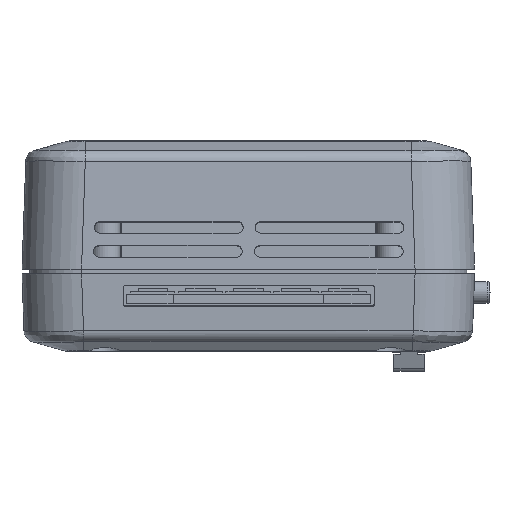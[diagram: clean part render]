
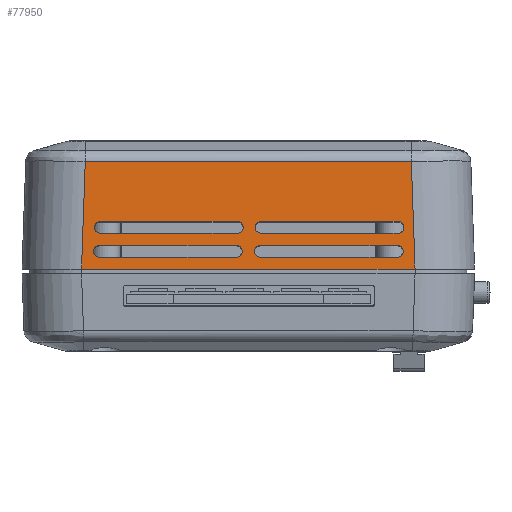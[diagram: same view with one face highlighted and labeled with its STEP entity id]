
A CAD part, front view. The second image highlights one B-rep face of the part: STEP entity #77950.
In plain terms, the highlighted planar face has unit normal (0, -0.999, 0.035).
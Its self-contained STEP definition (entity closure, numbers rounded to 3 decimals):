
#1445=FACE_BOUND('',#9901,.T.);
#1446=FACE_BOUND('',#9902,.T.);
#1447=FACE_BOUND('',#9903,.T.);
#1448=FACE_BOUND('',#9904,.T.);
#5704=FACE_OUTER_BOUND('',#9900,.T.);
#9900=EDGE_LOOP('',(#65947,#65948,#65949,#65950));
#9901=EDGE_LOOP('',(#65951,#65952,#65953,#65954));
#9902=EDGE_LOOP('',(#65955,#65956,#65957,#65958));
#9903=EDGE_LOOP('',(#65959,#65960,#65961,#65962));
#9904=EDGE_LOOP('',(#65963,#65964,#65965,#65966));
#17841=LINE('',#125073,#26273);
#17846=LINE('',#125086,#26278);
#17850=LINE('',#125103,#26282);
#17854=LINE('',#125113,#26286);
#17858=LINE('',#125127,#26290);
#17862=LINE('',#125137,#26294);
#17865=LINE('',#125145,#26297);
#17870=LINE('',#125158,#26302);
#18002=LINE('',#127037,#26434);
#18060=LINE('',#128381,#26492);
#18073=LINE('',#128495,#26505);
#18074=LINE('',#128497,#26506);
#26273=VECTOR('',#101089,10.);
#26278=VECTOR('',#101102,10.);
#26282=VECTOR('',#101120,10.);
#26286=VECTOR('',#101132,10.);
#26290=VECTOR('',#101144,10.);
#26294=VECTOR('',#101156,10.);
#26297=VECTOR('',#101161,10.);
#26302=VECTOR('',#101174,10.);
#26434=VECTOR('',#101480,54.752);
#26492=VECTOR('',#101646,56.012);
#26505=VECTOR('',#101677,18.066);
#26506=VECTOR('',#101680,18.066);
#28758=CIRCLE('',#83255,1.);
#28760=CIRCLE('',#83259,1.);
#28762=CIRCLE('',#83262,1.);
#28764=CIRCLE('',#83266,1.);
#28766=CIRCLE('',#83270,1.);
#28768=CIRCLE('',#83274,1.);
#28770=CIRCLE('',#83279,1.);
#28772=CIRCLE('',#83283,1.);
#35096=VERTEX_POINT('',#125070);
#35097=VERTEX_POINT('',#125072);
#35099=VERTEX_POINT('',#125078);
#35101=VERTEX_POINT('',#125084);
#35104=VERTEX_POINT('',#125094);
#35105=VERTEX_POINT('',#125096);
#35107=VERTEX_POINT('',#125102);
#35109=VERTEX_POINT('',#125108);
#35112=VERTEX_POINT('',#125118);
#35113=VERTEX_POINT('',#125120);
#35115=VERTEX_POINT('',#125126);
#35117=VERTEX_POINT('',#125132);
#35120=VERTEX_POINT('',#125142);
#35121=VERTEX_POINT('',#125144);
#35123=VERTEX_POINT('',#125150);
#35125=VERTEX_POINT('',#125156);
#35336=VERTEX_POINT('',#127025);
#35337=VERTEX_POINT('',#127036);
#35388=VERTEX_POINT('',#128378);
#35389=VERTEX_POINT('',#128380);
#45359=EDGE_CURVE('',#35097,#35096,#17841,.T.);
#45363=EDGE_CURVE('',#35096,#35099,#28758,.T.);
#45366=EDGE_CURVE('',#35099,#35101,#17846,.T.);
#45368=EDGE_CURVE('',#35101,#35097,#28760,.T.);
#45371=EDGE_CURVE('',#35105,#35104,#28762,.T.);
#45374=EDGE_CURVE('',#35107,#35105,#17850,.T.);
#45377=EDGE_CURVE('',#35109,#35107,#28764,.T.);
#45380=EDGE_CURVE('',#35104,#35109,#17854,.T.);
#45383=EDGE_CURVE('',#35113,#35112,#28766,.T.);
#45386=EDGE_CURVE('',#35115,#35113,#17858,.T.);
#45389=EDGE_CURVE('',#35117,#35115,#28768,.T.);
#45392=EDGE_CURVE('',#35112,#35117,#17862,.T.);
#45395=EDGE_CURVE('',#35121,#35120,#17865,.T.);
#45399=EDGE_CURVE('',#35120,#35123,#28770,.T.);
#45402=EDGE_CURVE('',#35123,#35125,#17870,.T.);
#45404=EDGE_CURVE('',#35125,#35121,#28772,.T.);
#45678=EDGE_CURVE('',#35336,#35337,#18002,.T.);
#45774=EDGE_CURVE('',#35388,#35389,#18060,.T.);
#45798=EDGE_CURVE('',#35337,#35388,#18073,.T.);
#45799=EDGE_CURVE('',#35389,#35336,#18074,.T.);
#65947=ORIENTED_EDGE('',*,*,#45678,.F.);
#65948=ORIENTED_EDGE('',*,*,#45799,.F.);
#65949=ORIENTED_EDGE('',*,*,#45774,.F.);
#65950=ORIENTED_EDGE('',*,*,#45798,.F.);
#65951=ORIENTED_EDGE('',*,*,#45359,.T.);
#65952=ORIENTED_EDGE('',*,*,#45363,.T.);
#65953=ORIENTED_EDGE('',*,*,#45366,.T.);
#65954=ORIENTED_EDGE('',*,*,#45368,.T.);
#65955=ORIENTED_EDGE('',*,*,#45371,.T.);
#65956=ORIENTED_EDGE('',*,*,#45380,.T.);
#65957=ORIENTED_EDGE('',*,*,#45377,.T.);
#65958=ORIENTED_EDGE('',*,*,#45374,.T.);
#65959=ORIENTED_EDGE('',*,*,#45383,.T.);
#65960=ORIENTED_EDGE('',*,*,#45392,.T.);
#65961=ORIENTED_EDGE('',*,*,#45389,.T.);
#65962=ORIENTED_EDGE('',*,*,#45386,.T.);
#65963=ORIENTED_EDGE('',*,*,#45395,.T.);
#65964=ORIENTED_EDGE('',*,*,#45399,.T.);
#65965=ORIENTED_EDGE('',*,*,#45402,.T.);
#65966=ORIENTED_EDGE('',*,*,#45404,.T.);
#70628=PLANE('',#83431);
#77950=ADVANCED_FACE('',(#5704,#1445,#1446,#1447,#1448),#70628,.T.);
#83255=AXIS2_PLACEMENT_3D('',#125080,#101096,#101097);
#83259=AXIS2_PLACEMENT_3D('',#125089,#101107,#101108);
#83262=AXIS2_PLACEMENT_3D('',#125097,#101114,#101115);
#83266=AXIS2_PLACEMENT_3D('',#125109,#101126,#101127);
#83270=AXIS2_PLACEMENT_3D('',#125121,#101138,#101139);
#83274=AXIS2_PLACEMENT_3D('',#125133,#101150,#101151);
#83279=AXIS2_PLACEMENT_3D('',#125152,#101168,#101169);
#83283=AXIS2_PLACEMENT_3D('',#125161,#101179,#101180);
#83431=AXIS2_PLACEMENT_3D('',#128496,#101678,#101679);
#101089=DIRECTION('',(1.,0.,0.));
#101096=DIRECTION('center_axis',(0.,0.999,
-0.035));
#101097=DIRECTION('ref_axis',(0.,-0.035,-0.999));
#101102=DIRECTION('',(-1.,0.,0.));
#101107=DIRECTION('center_axis',(0.,0.999,
-0.035));
#101108=DIRECTION('ref_axis',(0.,0.035,0.999));
#101114=DIRECTION('center_axis',(0.,0.999,
-0.035));
#101115=DIRECTION('ref_axis',(0.,-0.035,-0.999));
#101120=DIRECTION('',(1.,0.,0.));
#101126=DIRECTION('center_axis',(0.,0.999,
-0.035));
#101127=DIRECTION('ref_axis',(0.,0.035,0.999));
#101132=DIRECTION('',(-1.,0.,0.));
#101138=DIRECTION('center_axis',(0.,0.999,
-0.035));
#101139=DIRECTION('ref_axis',(0.,-0.035,-0.999));
#101144=DIRECTION('',(1.,0.,0.));
#101150=DIRECTION('center_axis',(0.,0.999,
-0.035));
#101151=DIRECTION('ref_axis',(0.,0.035,0.999));
#101156=DIRECTION('',(-1.,0.,0.));
#101161=DIRECTION('',(1.,0.,0.));
#101168=DIRECTION('center_axis',(0.,0.999,
-0.035));
#101169=DIRECTION('ref_axis',(0.,-0.035,-0.999));
#101174=DIRECTION('',(-1.,0.,0.));
#101179=DIRECTION('center_axis',(0.,0.999,
-0.035));
#101180=DIRECTION('ref_axis',(0.,0.035,0.999));
#101480=DIRECTION('',(1.,0.,0.));
#101646=DIRECTION('',(-1.,0.,0.));
#101677=DIRECTION('',(0.035,-0.035,-0.999));
#101678=DIRECTION('center_axis',(0.,-0.999,
0.035));
#101679=DIRECTION('ref_axis',(1.,0.,0.));
#101680=DIRECTION('',(0.035,0.035,0.999));
#125070=CARTESIAN_POINT('',(-166.018,40.542,29.173));
#125072=CARTESIAN_POINT('',(-189.018,40.542,29.173));
#125073=CARTESIAN_POINT('',(-171.09,40.542,29.173));
#125078=CARTESIAN_POINT('',(-166.018,40.473,27.175));
#125080=CARTESIAN_POINT('Origin',(-166.018,40.507,28.174));
#125084=CARTESIAN_POINT('',(-189.018,40.473,27.175));
#125086=CARTESIAN_POINT('',(-159.59,40.473,27.175));
#125089=CARTESIAN_POINT('Origin',(-189.018,40.507,28.174));
#125094=CARTESIAN_POINT('',(-193.03,40.473,27.175));
#125096=CARTESIAN_POINT('',(-193.03,40.542,29.173));
#125097=CARTESIAN_POINT('Origin',(-193.03,40.507,28.174));
#125102=CARTESIAN_POINT('',(-216.03,40.542,29.173));
#125103=CARTESIAN_POINT('',(-184.597,40.542,29.173));
#125108=CARTESIAN_POINT('',(-216.03,40.473,27.175));
#125109=CARTESIAN_POINT('Origin',(-216.03,40.507,28.174));
#125113=CARTESIAN_POINT('',(-173.097,40.473,27.175));
#125118=CARTESIAN_POINT('',(-193.169,40.333,23.18));
#125120=CARTESIAN_POINT('',(-193.169,40.403,25.178));
#125121=CARTESIAN_POINT('Origin',(-193.169,40.368,24.179));
#125126=CARTESIAN_POINT('',(-216.169,40.403,25.178));
#125127=CARTESIAN_POINT('',(-184.666,40.403,25.178));
#125132=CARTESIAN_POINT('',(-216.169,40.333,23.18));
#125133=CARTESIAN_POINT('Origin',(-216.169,40.368,24.179));
#125137=CARTESIAN_POINT('',(-173.166,40.333,23.18));
#125142=CARTESIAN_POINT('',(-166.157,40.403,25.178));
#125144=CARTESIAN_POINT('',(-189.157,40.403,25.178));
#125145=CARTESIAN_POINT('',(-171.16,40.403,25.178));
#125150=CARTESIAN_POINT('',(-166.157,40.333,23.18));
#125152=CARTESIAN_POINT('Origin',(-166.157,40.368,24.179));
#125156=CARTESIAN_POINT('',(-189.157,40.333,23.18));
#125158=CARTESIAN_POINT('',(-159.66,40.333,23.18));
#125161=CARTESIAN_POINT('Origin',(-189.157,40.368,24.179));
#127025=CARTESIAN_POINT('',(-218.539,40.893,39.225));
#127036=CARTESIAN_POINT('',(-163.787,40.893,39.225));
#127037=CARTESIAN_POINT('',(-218.539,40.893,39.224));
#128378=CARTESIAN_POINT('',(-163.157,40.263,21.181));
#128380=CARTESIAN_POINT('',(-219.169,40.263,21.181));
#128381=CARTESIAN_POINT('',(-163.157,40.263,21.181));
#128495=CARTESIAN_POINT('',(-163.787,40.893,39.224));
#128496=CARTESIAN_POINT('Origin',(-153.163,40.263,21.181));
#128497=CARTESIAN_POINT('',(-219.169,40.263,21.181));
